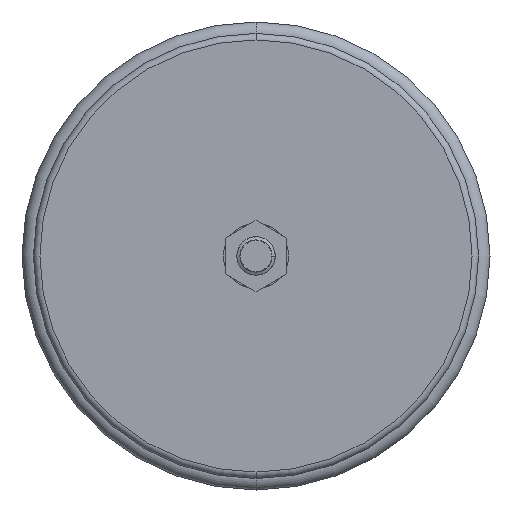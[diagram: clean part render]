
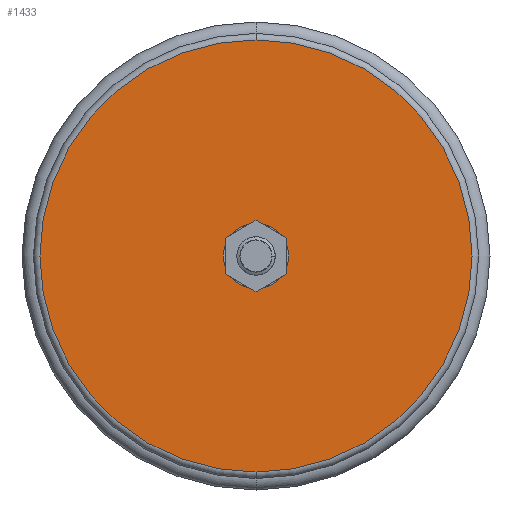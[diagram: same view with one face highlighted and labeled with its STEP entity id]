
A CAD part, front view. The second image highlights one B-rep face of the part: STEP entity #1433.
In plain terms, the highlighted planar face has unit normal (0, -1, 0).
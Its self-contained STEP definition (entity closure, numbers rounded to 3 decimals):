
#496 = DIRECTION ( 'NONE',  ( 0., 0., 1. ) ) ;
#591 = DIRECTION ( 'NONE',  ( 0., -1., 0. ) ) ;
#915 = EDGE_CURVE ( 'NONE', #11915, #12875, #12390, .T. ) ;
#1227 = CARTESIAN_POINT ( 'NONE',  ( 0., 0., 0. ) ) ;
#1334 = FACE_BOUND ( 'NONE', #16445, .T. ) ;
#1433 = ADVANCED_FACE ( 'NONE', ( #2392, #1334 ), #6442, .F. ) ;
#1773 = ORIENTED_EDGE ( 'NONE', *, *, #915, .F. ) ;
#2259 = CARTESIAN_POINT ( 'NONE',  ( 0., 0., 10. ) ) ;
#2392 = FACE_OUTER_BOUND ( 'NONE', #14165, .T. ) ;
#2909 = EDGE_CURVE ( 'NONE', #11808, #3676, #7229, .T. ) ;
#3009 = DIRECTION ( 'NONE',  ( 0., 0., 1. ) ) ;
#3676 = VERTEX_POINT ( 'NONE', #10318 ) ;
#3790 = DIRECTION ( 'NONE',  ( 0., -1., 0. ) ) ;
#4775 = DIRECTION ( 'NONE',  ( 0., -1., 0. ) ) ;
#5213 = DIRECTION ( 'NONE',  ( 0., 1., 0. ) ) ;
#5322 = AXIS2_PLACEMENT_3D ( 'NONE', #7298, #591, #496 ) ;
#5794 = CARTESIAN_POINT ( 'NONE',  ( 0., 0., -66.25 ) ) ;
#6183 = ORIENTED_EDGE ( 'NONE', *, *, #8178, .F. ) ;
#6360 = CARTESIAN_POINT ( 'NONE',  ( 0., 0., 0. ) ) ;
#6442 = PLANE ( 'NONE',  #14943 ) ;
#7031 = CIRCLE ( 'NONE', #16909, 66.25 ) ;
#7229 = CIRCLE ( 'NONE', #8646, 66.25 ) ;
#7298 = CARTESIAN_POINT ( 'NONE',  ( 0., 0., 0. ) ) ;
#8178 = EDGE_CURVE ( 'NONE', #12875, #11915, #17372, .T. ) ;
#8185 = ORIENTED_EDGE ( 'NONE', *, *, #11556, .T. ) ;
#8571 = ORIENTED_EDGE ( 'NONE', *, *, #2909, .T. ) ;
#8646 = AXIS2_PLACEMENT_3D ( 'NONE', #16493, #11175, #12312 ) ;
#8648 = AXIS2_PLACEMENT_3D ( 'NONE', #12781, #4775, #3009 ) ;
#10318 = CARTESIAN_POINT ( 'NONE',  ( 0., 0., 66.25 ) ) ;
#11175 = DIRECTION ( 'NONE',  ( 0., -1., 0. ) ) ;
#11556 = EDGE_CURVE ( 'NONE', #3676, #11808, #7031, .T. ) ;
#11808 = VERTEX_POINT ( 'NONE', #5794 ) ;
#11915 = VERTEX_POINT ( 'NONE', #2259 ) ;
#11967 = CARTESIAN_POINT ( 'NONE',  ( 0., 0., -10. ) ) ;
#12312 = DIRECTION ( 'NONE',  ( 0., 0., 1. ) ) ;
#12390 = CIRCLE ( 'NONE', #5322, 10. ) ;
#12781 = CARTESIAN_POINT ( 'NONE',  ( 0., 0., 0. ) ) ;
#12875 = VERTEX_POINT ( 'NONE', #11967 ) ;
#14165 = EDGE_LOOP ( 'NONE', ( #8185, #8571 ) ) ;
#14943 = AXIS2_PLACEMENT_3D ( 'NONE', #6360, #5213, #16162 ) ;
#16162 = DIRECTION ( 'NONE',  ( 0., 0., 1. ) ) ;
#16445 = EDGE_LOOP ( 'NONE', ( #1773, #6183 ) ) ;
#16493 = CARTESIAN_POINT ( 'NONE',  ( 0., 0., 0. ) ) ;
#16909 = AXIS2_PLACEMENT_3D ( 'NONE', #1227, #3790, #17379 ) ;
#17372 = CIRCLE ( 'NONE', #8648, 10. ) ;
#17379 = DIRECTION ( 'NONE',  ( 0., 0., 1. ) ) ;
